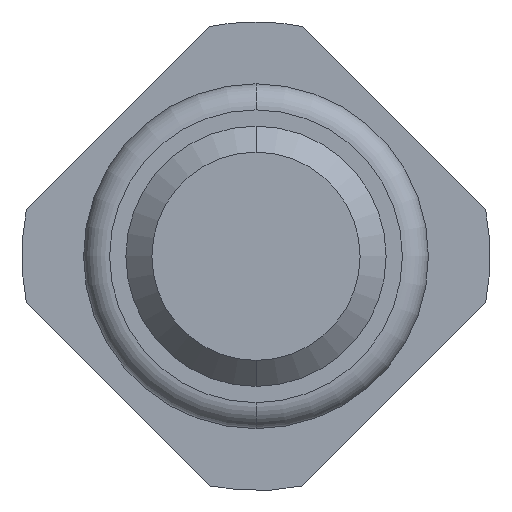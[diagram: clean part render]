
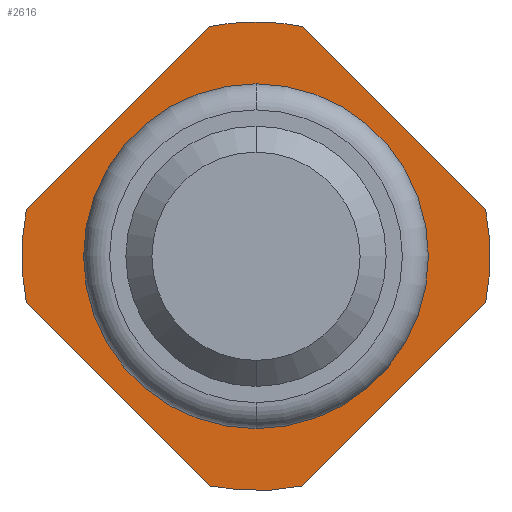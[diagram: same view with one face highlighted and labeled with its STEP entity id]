
A CAD part, front view. The second image highlights one B-rep face of the part: STEP entity #2616.
In plain terms, the highlighted planar face has unit normal (0, -1, 0).
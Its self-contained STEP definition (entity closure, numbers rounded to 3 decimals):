
#3 = AXIS2_PLACEMENT_3D ( 'NONE', #2847, #3722, #2252 ) ;
#8 = ORIENTED_EDGE ( 'NONE', *, *, #12, .T. ) ;
#10 = CARTESIAN_POINT ( 'NONE',  ( -1.764, -2., 0.357 ) ) ;
#12 = EDGE_CURVE ( 'Defeature ausgef�hrt3_0+Defeature ausgef�hrt3_12+Defeature ausgef�hrt3_12+Defeature ausgef�hrt3_12', #3443, #2389, #219, .T. ) ;
#58 = DIRECTION ( 'NONE',  ( 0., 0., 1. ) ) ;
#88 = CIRCLE ( 'NONE', #1382, 1.8 ) ;
#118 = ORIENTED_EDGE ( 'NONE', *, *, #2031, .F. ) ;
#135 = CARTESIAN_POINT ( 'NONE',  ( 0., -2., 0. ) ) ;
#170 = CARTESIAN_POINT ( 'NONE',  ( 0., -2., 1.8 ) ) ;
#212 = DIRECTION ( 'NONE',  ( 0.707, 0., -0.707 ) ) ;
#219 = CIRCLE ( 'NONE', #1590, 1.325 ) ;
#253 = CIRCLE ( 'NONE', #3317, 1.325 ) ;
#524 = DIRECTION ( 'NONE',  ( 0., 1., 0. ) ) ;
#554 = DIRECTION ( 'NONE',  ( 0., 0., 1. ) ) ;
#667 = EDGE_CURVE ( 'Defeature ausgef�hrt3_2+Defeature ausgef�hrt3_0+Defeature ausgef�hrt3_17+Defeature ausgef�hrt3_18', #2463, #1234, #733, .T. ) ;
#686 = AXIS2_PLACEMENT_3D ( 'NONE', #135, #1840, #3022 ) ;
#733 = CIRCLE ( 'NONE', #2044, 1.8 ) ;
#766 = CARTESIAN_POINT ( 'NONE',  ( -0.161, -2., 1.961 ) ) ;
#801 = AXIS2_PLACEMENT_3D ( 'NONE', #3471, #3704, #554 ) ;
#861 = VECTOR ( 'NONE', #2639, 1000. ) ;
#869 = VERTEX_POINT ( 'NONE', #2647 ) ;
#947 = VERTEX_POINT ( 'NONE', #2073 ) ;
#960 = DIRECTION ( 'NONE',  ( 0., 1., 0. ) ) ;
#970 = VERTEX_POINT ( 'NONE', #10 ) ;
#1122 = ORIENTED_EDGE ( 'NONE', *, *, #3466, .F. ) ;
#1144 = VECTOR ( 'NONE', #3693, 1000. ) ;
#1234 = VERTEX_POINT ( 'NONE', #170 ) ;
#1252 = EDGE_CURVE ( 'Defeature ausgef�hrt3_0+Defeature ausgef�hrt3_12+Defeature ausgef�hrt3_12+Defeature ausgef�hrt3_12', #2389, #3443, #253, .T. ) ;
#1382 = AXIS2_PLACEMENT_3D ( 'NONE', #2258, #524, #1687 ) ;
#1387 = CARTESIAN_POINT ( 'NONE',  ( 1.961, -2., 0.161 ) ) ;
#1425 = EDGE_LOOP ( 'NONE', ( #8, #2336 ) ) ;
#1444 = ORIENTED_EDGE ( 'NONE', *, *, #2008, .F. ) ;
#1449 = VECTOR ( 'NONE', #212, 1000. ) ;
#1467 = ORIENTED_EDGE ( 'NONE', *, *, #2278, .F. ) ;
#1566 = CIRCLE ( 'NONE', #3, 1.8 ) ;
#1570 = CARTESIAN_POINT ( 'NONE',  ( 0., -2., 0. ) ) ;
#1590 = AXIS2_PLACEMENT_3D ( 'NONE', #1792, #960, #58 ) ;
#1618 = VERTEX_POINT ( 'NONE', #3016 ) ;
#1630 = LINE ( 'NONE', #1387, #1449 ) ;
#1660 = VERTEX_POINT ( 'NONE', #2694 ) ;
#1687 = DIRECTION ( 'NONE',  ( 0., 0., 1. ) ) ;
#1732 = LINE ( 'NONE', #766, #1144 ) ;
#1774 = EDGE_CURVE ( 'Defeature ausgef�hrt3_16+Defeature ausgef�hrt3_0+Defeature ausgef�hrt3_4+Defeature ausgef�hrt3_3', #947, #1660, #2451, .T. ) ;
#1792 = CARTESIAN_POINT ( 'NONE',  ( 0., -2., 0. ) ) ;
#1826 = DIRECTION ( 'NONE',  ( 0., 1., 0. ) ) ;
#1840 = DIRECTION ( 'NONE',  ( 0., 1., 0. ) ) ;
#1875 = DIRECTION ( 'NONE',  ( -0.707, 0., 0.707 ) ) ;
#1881 = DIRECTION ( 'NONE',  ( 0., 0., 1. ) ) ;
#1898 = ORIENTED_EDGE ( 'NONE', *, *, #2009, .F. ) ;
#1904 = EDGE_CURVE ( 'Defeature ausgef�hrt3_17+Defeature ausgef�hrt3_0+Defeature ausgef�hrt3_3+Defeature ausgef�hrt3_2', #970, #2463, #1732, .T. ) ;
#1915 = AXIS2_PLACEMENT_3D ( 'NONE', #2296, #1826, #2142 ) ;
#1919 = CARTESIAN_POINT ( 'NONE',  ( 0., -2., 0. ) ) ;
#1941 = ORIENTED_EDGE ( 'NONE', *, *, #1774, .F. ) ;
#1949 = CARTESIAN_POINT ( 'NONE',  ( 0.357, -2., 1.764 ) ) ;
#1966 = VERTEX_POINT ( 'NONE', #3398 ) ;
#2008 = EDGE_CURVE ( 'Defeature ausgef�hrt3_1+Defeature ausgef�hrt3_0+Defeature ausgef�hrt3_18+Defeature ausgef�hrt3_15', #1966, #869, #2325, .T. ) ;
#2009 = EDGE_CURVE ( 'Defeature ausgef�hrt3_18+Defeature ausgef�hrt3_0+Defeature ausgef�hrt3_2+Defeature ausgef�hrt3_1', #2436, #1966, #1630, .T. ) ;
#2031 = EDGE_CURVE ( 'Defeature ausgef�hrt3_2+Defeature ausgef�hrt3_0+Defeature ausgef�hrt3_17+Defeature ausgef�hrt3_18', #1234, #2436, #88, .T. ) ;
#2044 = AXIS2_PLACEMENT_3D ( 'NONE', #1919, #3114, #2806 ) ;
#2073 = CARTESIAN_POINT ( 'NONE',  ( -0.357, -2., -1.764 ) ) ;
#2078 = PLANE ( 'NONE',  #1915 ) ;
#2142 = DIRECTION ( 'NONE',  ( 0., 0., 1. ) ) ;
#2252 = DIRECTION ( 'NONE',  ( 0., 0., 1. ) ) ;
#2258 = CARTESIAN_POINT ( 'NONE',  ( 0., -2., 0. ) ) ;
#2278 = EDGE_CURVE ( 'Defeature ausgef�hrt3_3+Defeature ausgef�hrt3_0+Defeature ausgef�hrt3_16+Defeature ausgef�hrt3_17', #1660, #970, #3647, .T. ) ;
#2296 = CARTESIAN_POINT ( 'NONE',  ( 1.8, -2., 0. ) ) ;
#2325 = CIRCLE ( 'NONE', #801, 1.8 ) ;
#2336 = ORIENTED_EDGE ( 'NONE', *, *, #1252, .T. ) ;
#2341 = CARTESIAN_POINT ( 'NONE',  ( 1.961, -2., -0.161 ) ) ;
#2389 = VERTEX_POINT ( 'NONE', #3334 ) ;
#2432 = CARTESIAN_POINT ( 'NONE',  ( -0.161, -2., -1.961 ) ) ;
#2436 = VERTEX_POINT ( 'NONE', #1949 ) ;
#2451 = LINE ( 'NONE', #2432, #3331 ) ;
#2463 = VERTEX_POINT ( 'NONE', #3083 ) ;
#2616 = ADVANCED_FACE ( 'Defeature ausgef�hrt3_0', ( #3736, #3468 ), #2078, .F. ) ;
#2639 = DIRECTION ( 'NONE',  ( -0.707, 0., -0.707 ) ) ;
#2647 = CARTESIAN_POINT ( 'NONE',  ( 1.764, -2., -0.357 ) ) ;
#2694 = CARTESIAN_POINT ( 'NONE',  ( -1.764, -2., -0.357 ) ) ;
#2773 = ORIENTED_EDGE ( 'NONE', *, *, #3383, .F. ) ;
#2806 = DIRECTION ( 'NONE',  ( 0., 0., 1. ) ) ;
#2847 = CARTESIAN_POINT ( 'NONE',  ( 0., -2., 0. ) ) ;
#2868 = ORIENTED_EDGE ( 'NONE', *, *, #1904, .F. ) ;
#2875 = CARTESIAN_POINT ( 'NONE',  ( 0., -2., 1.325 ) ) ;
#2916 = EDGE_LOOP ( 'NONE', ( #1898, #118, #3748, #2868, #1467, #1941, #2773, #1122, #1444 ) ) ;
#3016 = CARTESIAN_POINT ( 'NONE',  ( 0.357, -2., -1.764 ) ) ;
#3022 = DIRECTION ( 'NONE',  ( 0., 0., 1. ) ) ;
#3083 = CARTESIAN_POINT ( 'NONE',  ( -0.357, -2., 1.764 ) ) ;
#3114 = DIRECTION ( 'NONE',  ( 0., 1., 0. ) ) ;
#3281 = LINE ( 'NONE', #2341, #861 ) ;
#3317 = AXIS2_PLACEMENT_3D ( 'NONE', #1570, #3349, #1881 ) ;
#3331 = VECTOR ( 'NONE', #1875, 1000. ) ;
#3334 = CARTESIAN_POINT ( 'NONE',  ( 0., -2., -1.325 ) ) ;
#3349 = DIRECTION ( 'NONE',  ( 0., 1., 0. ) ) ;
#3383 = EDGE_CURVE ( 'Defeature ausgef�hrt3_4+Defeature ausgef�hrt3_0+Defeature ausgef�hrt3_15+Defeature ausgef�hrt3_16', #1618, #947, #1566, .T. ) ;
#3398 = CARTESIAN_POINT ( 'NONE',  ( 1.764, -2., 0.357 ) ) ;
#3443 = VERTEX_POINT ( 'NONE', #2875 ) ;
#3466 = EDGE_CURVE ( 'Defeature ausgef�hrt3_15+Defeature ausgef�hrt3_0+Defeature ausgef�hrt3_1+Defeature ausgef�hrt3_4', #869, #1618, #3281, .T. ) ;
#3468 = FACE_OUTER_BOUND ( 'NONE', #2916, .T. ) ;
#3471 = CARTESIAN_POINT ( 'NONE',  ( 0., -2., 0. ) ) ;
#3647 = CIRCLE ( 'NONE', #686, 1.8 ) ;
#3693 = DIRECTION ( 'NONE',  ( 0.707, 0., 0.707 ) ) ;
#3704 = DIRECTION ( 'NONE',  ( 0., 1., 0. ) ) ;
#3722 = DIRECTION ( 'NONE',  ( 0., 1., 0. ) ) ;
#3736 = FACE_BOUND ( 'NONE', #1425, .T. ) ;
#3748 = ORIENTED_EDGE ( 'NONE', *, *, #667, .F. ) ;
